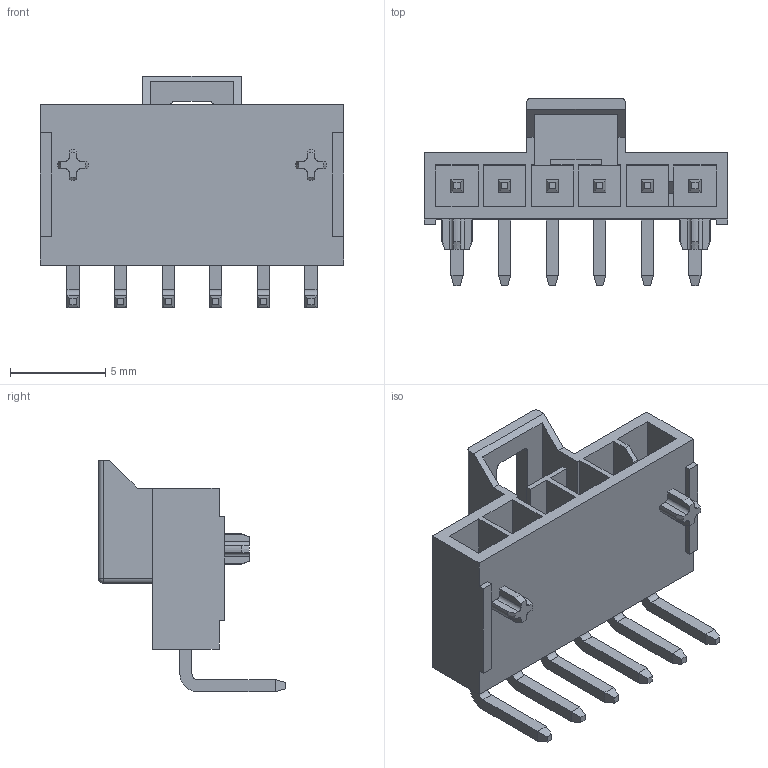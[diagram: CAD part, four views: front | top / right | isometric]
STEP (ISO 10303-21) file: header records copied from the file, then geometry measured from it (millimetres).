
FILE_DESCRIPTION(('FreeCAD Model'),'2;1');
FILE_NAME('_053131206_cp.step','2019-03-15T10:33:44',( 'kicad StepUp'),('ksu MCAD'),'Open CASCADE STEP processor 7.2', 'FreeCAD','Unknown');
FILE_SCHEMA(('AUTOMOTIVE_DESIGN { 1 0 10303 214 1 1 1 1 }'));
Length unit declared in the file: millimetre
Products named in the file (1): _053131206_cp
Bounding box: 15.94 x 9.84 x 12.16 mm (x, y, z)
Volume: 346.7 mm3; surface area: 1058.6 mm2
Topology: 1 solids, 1 shells, 247 faces, 650 edges, 436 vertices
Faces by surface type: plane 201, cylinder 36, cone 8, sphere 2
Entity records: 9261 total; most frequent: CARTESIAN_POINT 1398, ORIENTED_EDGE 1268, DIRECTION 1226, EDGE_CURVE 634, LINE 538, VECTOR 538, VERTEX_POINT 404, AXIS2_PLACEMENT_3D 344
